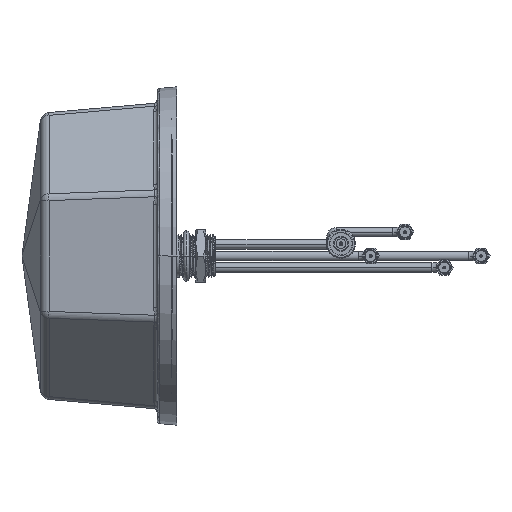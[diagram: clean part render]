
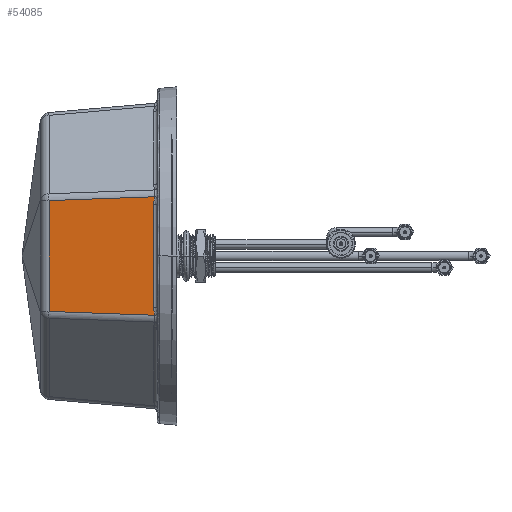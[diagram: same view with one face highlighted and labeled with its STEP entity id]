
A CAD part, left-side view. The second image highlights one B-rep face of the part: STEP entity #54085.
In plain terms, the highlighted planar face has unit normal (-0.996, 0.087, 0).
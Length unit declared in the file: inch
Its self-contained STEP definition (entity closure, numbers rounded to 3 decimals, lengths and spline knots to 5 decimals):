
#5900 = CARTESIAN_POINT ( 'NONE',  ( -2.92351, 2.59901, -1.12972 ) ) ;
#6622 = CARTESIAN_POINT ( 'NONE',  ( -2.98568, 1.88435, 1.15548 ) ) ;
#10604 = CARTESIAN_POINT ( 'NONE',  ( -2.92351, 2.59901, 1.12972 ) ) ;
#11081 = CARTESIAN_POINT ( 'NONE',  ( -3.11002, 0.45504, 1.20698 ) ) ;
#11115 = VERTEX_POINT ( 'NONE', #11081 ) ;
#11491 = CARTESIAN_POINT ( 'NONE',  ( -3.10913, 0.4653, -1.08323 ) ) ;
#12263 = DIRECTION ( 'NONE',  ( -0.087, -0.996, -0.036 ) ) ;
#12386 = DIRECTION ( 'NONE',  ( 0., 0., 1. ) ) ;
#12865 = CARTESIAN_POINT ( 'NONE',  ( -3.10948, 0.46127, -1.15942 ) ) ;
#12964 = CARTESIAN_POINT ( 'NONE',  ( -3.10931, 0.46319, 1.1299 ) ) ;
#13122 = PLANE ( 'NONE',  #62409 ) ;
#13342 = VERTEX_POINT ( 'NONE', #10604 ) ;
#13431 = CARTESIAN_POINT ( 'NONE',  ( -3.10933, 0.46301, 1.13264 ) ) ;
#15975 = B_SPLINE_CURVE_WITH_KNOTS ( 'NONE', 3,
 ( #49356, #54824, #6622, #34342 ),
 .UNSPECIFIED., .F., .F.,
 ( 4, 4 ),
 ( 0., 1. ),
 .UNSPECIFIED. ) ;
#16971 = CARTESIAN_POINT ( 'NONE',  ( -3.10919, 0.46461, -1.10311 ) ) ;
#17154 = EDGE_CURVE ( 'NONE', #11115, #13342, #15975, .T. ) ;
#19013 = EDGE_CURVE ( 'NONE', #82730, #41596, #19552, .T. ) ;
#19085 = VERTEX_POINT ( 'NONE', #77625 ) ;
#19225 = LINE ( 'NONE', #74630, #56986 ) ;
#19552 = LINE ( 'NONE', #5900, #30122 ) ;
#19793 = CARTESIAN_POINT ( 'NONE',  ( -3.10931, 0.46316, 1.13036 ) ) ;
#23803 = CARTESIAN_POINT ( 'NONE',  ( -3.10925, 0.46391, -1.11773 ) ) ;
#27046 = CARTESIAN_POINT ( 'NONE',  ( -3.10935, 0.46279, 1.13582 ) ) ;
#30122 = VECTOR ( 'NONE', #12263, 39.37008 ) ;
#30605 = CARTESIAN_POINT ( 'NONE',  ( -3.1091, 0.46562, -1.05094 ) ) ;
#31863 = CARTESIAN_POINT ( 'NONE',  ( -2.92351, 2.59901, -1.12972 ) ) ;
#32072 = VERTEX_POINT ( 'NONE', #69962 ) ;
#32854 = CARTESIAN_POINT ( 'NONE',  ( -3.10973, 0.4584, -1.18496 ) ) ;
#33414 = CARTESIAN_POINT ( 'NONE',  ( -3.1095, 0.46103, 1.15773 ) ) ;
#34031 = DIRECTION ( 'NONE',  ( 0.996, -0.087, 0. ) ) ;
#34314 = CARTESIAN_POINT ( 'NONE',  ( -3.1092, 0.46441, 1.11084 ) ) ;
#34342 = CARTESIAN_POINT ( 'NONE',  ( -2.92351, 2.59901, 1.12972 ) ) ;
#39935 = FACE_OUTER_BOUND ( 'NONE', #83198, .T. ) ;
#40679 = CARTESIAN_POINT ( 'NONE',  ( -3.11002, 0.45504, -1.20698 ) ) ;
#40717 = CARTESIAN_POINT ( 'NONE',  ( -3.1091, 0.46562, 1.05094 ) ) ;
#40879 = CARTESIAN_POINT ( 'NONE',  ( -3.14961, 0., 1.5748 ) ) ;
#41171 = CARTESIAN_POINT ( 'NONE',  ( -3.10931, 0.46321, 1.12958 ) ) ;
#41190 = ORIENTED_EDGE ( 'NONE', *, *, #49876, .F. ) ;
#41596 = VERTEX_POINT ( 'NONE', #40679 ) ;
#41849 = ORIENTED_EDGE ( 'NONE', *, *, #78189, .F. ) ;
#42735 = EDGE_CURVE ( 'NONE', #82730, #13342, #19225, .T. ) ;
#44240 = ORIENTED_EDGE ( 'NONE', *, *, #57150, .F. ) ;
#44721 = CARTESIAN_POINT ( 'NONE',  ( -3.10927, 0.46369, -1.12179 ) ) ;
#47892 = CARTESIAN_POINT ( 'NONE',  ( -3.11002, 0.45504, -1.20698 ) ) ;
#49356 = CARTESIAN_POINT ( 'NONE',  ( -3.11002, 0.45504, 1.20698 ) ) ;
#49876 = EDGE_CURVE ( 'NONE', #19085, #41596, #75197, .T. ) ;
#52447 = CARTESIAN_POINT ( 'NONE',  ( -3.10921, 0.46434, -1.10925 ) ) ;
#54079 = DIRECTION ( 'NONE',  ( 0., 0., -1. ) ) ;
#54085 = ADVANCED_FACE ( 'NONE', ( #39935 ), #13122, .F. ) ;
#54352 = CARTESIAN_POINT ( 'NONE',  ( -3.10939, 0.46234, 1.1421 ) ) ;
#54794 = CARTESIAN_POINT ( 'NONE',  ( -3.10974, 0.45831, 1.1838 ) ) ;
#54824 = CARTESIAN_POINT ( 'NONE',  ( -3.04785, 1.1697, 1.18123 ) ) ;
#56986 = VECTOR ( 'NONE', #12386, 39.37008 ) ;
#57150 = EDGE_CURVE ( 'NONE', #11115, #32072, #63510, .T. ) ;
#59732 = CARTESIAN_POINT ( 'NONE',  ( -3.10931, 0.46317, -1.13013 ) ) ;
#60884 = VECTOR ( 'NONE', #54079, 39.37008 ) ;
#61165 = CARTESIAN_POINT ( 'NONE',  ( -3.10942, 0.46192, 1.14737 ) ) ;
#62047 = CARTESIAN_POINT ( 'NONE',  ( -3.10987, 0.45674, 1.19584 ) ) ;
#62409 = AXIS2_PLACEMENT_3D ( 'NONE', #40879, #34031, #89418 ) ;
#63510 = B_SPLINE_CURVE_WITH_KNOTS ( 'NONE', 3,
 ( #88825, #62047, #54794, #89262, #33414, #61165, #54352, #27046, #13431, #82015, #19793, #12964, #41171, #34314, #69255, #40717 ),
 .UNSPECIFIED., .F., .F.,
 ( 4, 2, 2, 1, 1, 1, 1, 2, 2, 4 ),
 ( 0., 0.25, 0.375, 0.4375, 0.46875, 0.48438, 0.49219, 0.49609, 0.5, 1. ),
 .UNSPECIFIED. ) ;
#64050 = ORIENTED_EDGE ( 'NONE', *, *, #42735, .F. ) ;
#65614 = CARTESIAN_POINT ( 'NONE',  ( -3.10931, 0.46322, -1.12939 ) ) ;
#68480 = ORIENTED_EDGE ( 'NONE', *, *, #17154, .T. ) ;
#69255 = CARTESIAN_POINT ( 'NONE',  ( -3.1091, 0.46562, 1.08465 ) ) ;
#69962 = CARTESIAN_POINT ( 'NONE',  ( -3.1091, 0.46562, 1.05094 ) ) ;
#71881 = ORIENTED_EDGE ( 'NONE', *, *, #19013, .T. ) ;
#72371 = CARTESIAN_POINT ( 'NONE',  ( -3.1093, 0.46329, -1.12834 ) ) ;
#74630 = CARTESIAN_POINT ( 'NONE',  ( -2.92351, 2.59901, -1.12972 ) ) ;
#75197 = B_SPLINE_CURVE_WITH_KNOTS ( 'NONE', 3,
 ( #30605, #86023, #11491, #16971, #52447, #23803, #44721, #79197, #72371, #65614, #80103, #59732, #80541, #12865, #32854, #47892 ),
 .UNSPECIFIED., .F., .F.,
 ( 4, 2, 2, 1, 1, 1, 1, 2, 2, 4 ),
 ( 0., 0.25, 0.375, 0.4375, 0.46875, 0.48438, 0.49219, 0.49609, 0.5, 1. ),
 .UNSPECIFIED. ) ;
#77625 = CARTESIAN_POINT ( 'NONE',  ( -3.1091, 0.46562, -1.05094 ) ) ;
#78189 = EDGE_CURVE ( 'NONE', #32072, #19085, #82191, .T. ) ;
#79197 = CARTESIAN_POINT ( 'NONE',  ( -3.10929, 0.46342, -1.12621 ) ) ;
#80103 = CARTESIAN_POINT ( 'NONE',  ( -3.10931, 0.46319, -1.12983 ) ) ;
#80541 = CARTESIAN_POINT ( 'NONE',  ( -3.10931, 0.46317, -1.13019 ) ) ;
#81280 = CARTESIAN_POINT ( 'NONE',  ( -3.1091, 0.46562, 1.05094 ) ) ;
#82015 = CARTESIAN_POINT ( 'NONE',  ( -3.10932, 0.46311, 1.13104 ) ) ;
#82191 = LINE ( 'NONE', #81280, #60884 ) ;
#82730 = VERTEX_POINT ( 'NONE', #31863 ) ;
#83198 = EDGE_LOOP ( 'NONE', ( #68480, #64050, #71881, #41190, #41849, #44240 ) ) ;
#86023 = CARTESIAN_POINT ( 'NONE',  ( -3.1091, 0.46562, -1.06804 ) ) ;
#88825 = CARTESIAN_POINT ( 'NONE',  ( -3.11002, 0.45504, 1.20698 ) ) ;
#89262 = CARTESIAN_POINT ( 'NONE',  ( -3.10955, 0.46039, 1.16441 ) ) ;
#89418 = DIRECTION ( 'NONE',  ( 0., 0., -1. ) ) ;
